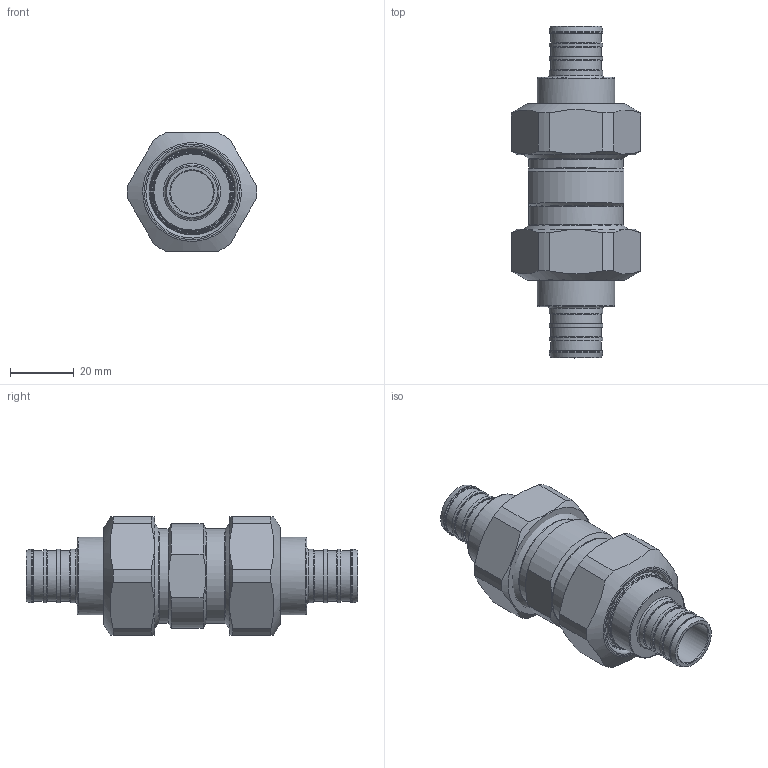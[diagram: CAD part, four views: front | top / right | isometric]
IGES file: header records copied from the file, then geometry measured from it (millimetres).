
Global section: file name: 304757A _Simplify_1; native system: Autodesk Inventor 2025; preprocessor: unknown; author: ischreiner; date: 20250821.142833; units: inch
Bounding box: 40.64 x 104.26 x 37.08 mm (x, y, z)
Volume: 56069.7 mm3; surface area: 24383.5 mm2
Topology: 5 solids, 5 shells, 150 faces, 369 edges, 251 vertices
Faces by surface type: bspline 150
